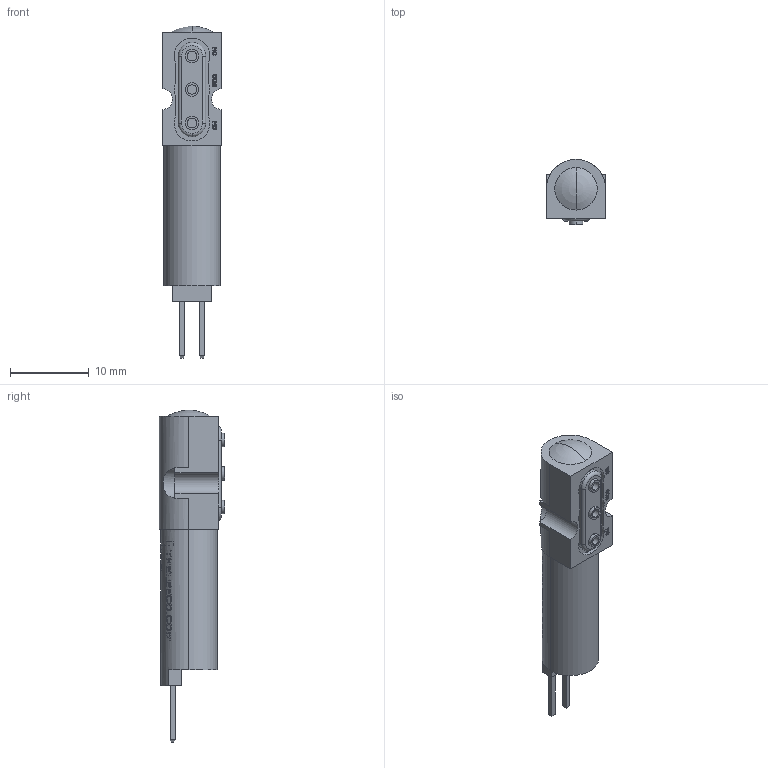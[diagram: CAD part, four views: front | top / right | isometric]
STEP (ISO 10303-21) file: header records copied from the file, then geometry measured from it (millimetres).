
FILE_DESCRIPTION (( 'STEP AP214' ), '1' );
FILE_NAME ('LHDX3D00002AA.STEP', '2010-10-26T18:34:12', ( ' ' ), ( ' ' ), 'SwSTEP 2.0', 'SolidWorks 2010', '' );
FILE_SCHEMA (( 'AUTOMOTIVE_DESIGN' ));
Length unit declared in the file: inch
Products named in the file (1): LHDX3D00002AA
Bounding box: 7.47 x 8.27 x 42.06 mm (x, y, z)
Volume: 1433.6 mm3; surface area: 1037.7 mm2
Topology: 1 solids, 1 shells, 476 faces, 1256 edges, 831 vertices
Faces by surface type: plane 267, bspline 141, cylinder 63, torus 5
Entity records: 26161 total; most frequent: CARTESIAN_POINT 11239, ORIENTED_EDGE 2508, DIRECTION 1739, EDGE_CURVE 1254, VERTEX_POINT 831, VECTOR 617, LINE 617, AXIS2_PLACEMENT_3D 561
